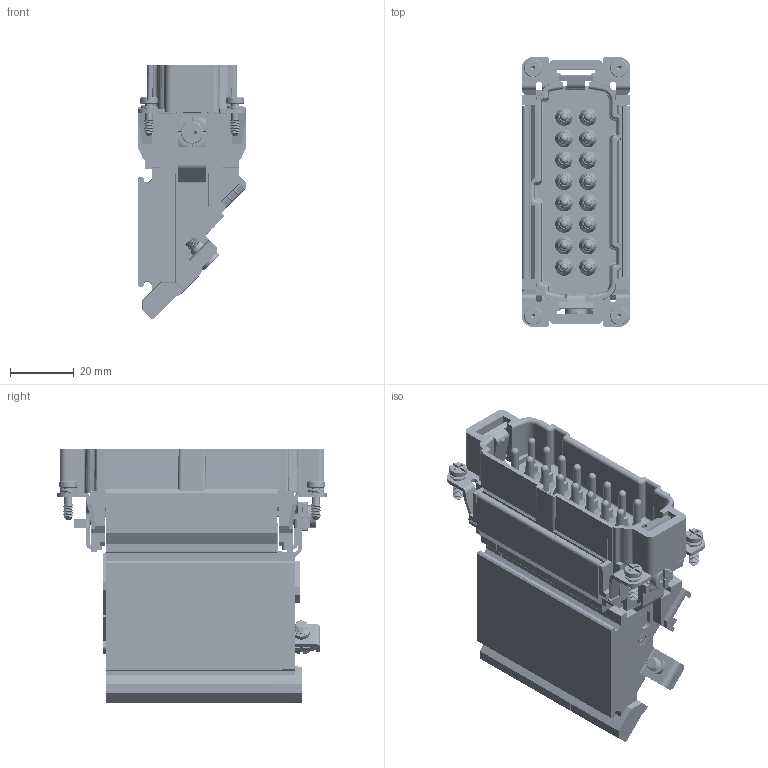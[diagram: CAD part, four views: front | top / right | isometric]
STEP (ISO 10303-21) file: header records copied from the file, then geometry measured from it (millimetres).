
FILE_DESCRIPTION(/* description */ (''),/* implementation_level */ '2;1');
FILE_NAME(/* name */ 'HE-016-MQ.AV.R.stp',/* time_stamp */ '2023-08-11T10:43:48+08:00',/* author */ (''),/* organization */ (''),/* preprocessor_version */ 'ST-DEVELOPER v18.1',/* originating_system */ 'SIEMENS PLM Software NX 1980',/* authorisation */ '');
FILE_SCHEMA (('AUTOMOTIVE_DESIGN { 1 0 10303 214 3 1 1 1 }'));
Products named in the file (1): _model1
Bounding box: 34 x 84.5 x 79.66 mm (x, y, z)
Volume: 71898.2 mm3; surface area: 95443.9 mm2
Topology: 10 solids, 30 shells, 8969 faces, 26165 edges, 16992 vertices
Faces by surface type: plane 5621, cylinder 2518, cone 489, torus 166, bspline 126, sphere 48, extrusion 1
Full cylindrical faces by diameter (mm): 2 x8, 2.4 x4, 5.6 x4
Entity records: 364358 total; most frequent: CARTESIAN_POINT 87007, ORIENTED_EDGE 51996, DIRECTION 44097, EDGE_CURVE 25998, VECTOR 17125, LINE 17124, VERTEX_POINT 16977, AXIS2_PLACEMENT_3D 13486
